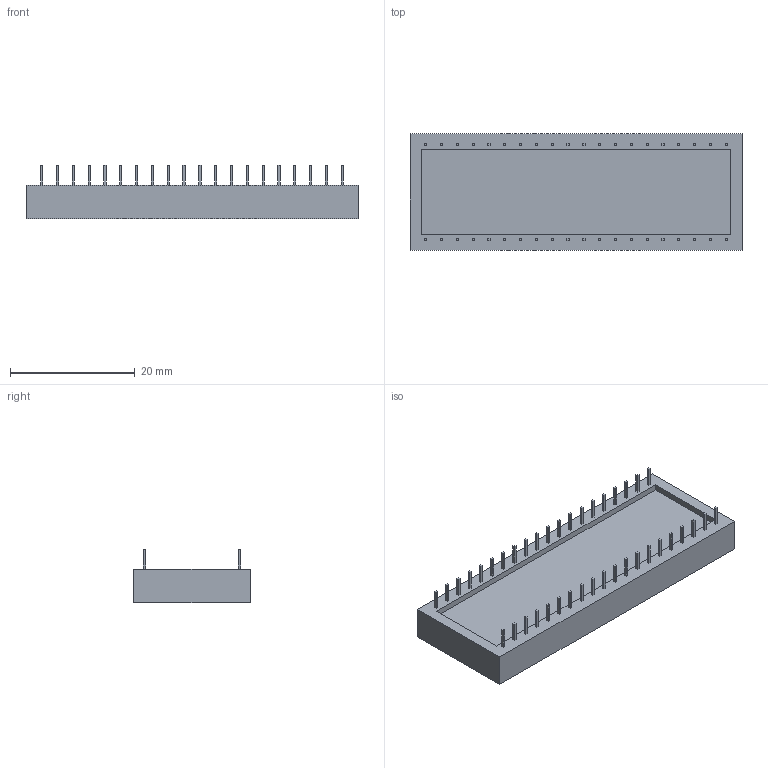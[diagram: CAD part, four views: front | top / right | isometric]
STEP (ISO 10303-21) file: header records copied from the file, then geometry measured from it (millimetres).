
FILE_DESCRIPTION(/* description */ (''),/* implementation_level */ '2;1');
FILE_NAME(/* name */ '100141301ugm000_b.stp',/* time_stamp */ '2016-09-23T12:03:27+02:00',/* author */ (''),/* organization */ (''),/* preprocessor_version */ 'ST-DEVELOPER v16',/* originating_system */ 'SIEMENS PLM Software NX 10.0',/* authorisation */ '');
FILE_SCHEMA (('AUTOMOTIVE_DESIGN { 1 0 10303 214 3 1 1 1 }'));
Length unit declared in the file: millimetre
Products named in the file (1): 100141301ugm000_b
Bounding box: 53.3 x 18.7 x 8.6 mm (x, y, z)
Volume: 4717 mm3; surface area: 3077 mm2
Topology: 1 solids, 1 shells, 211 faces, 504 edges, 336 vertices
Faces by surface type: plane 211
Entity records: 7411 total; most frequent: CARTESIAN_POINT 1052, ORIENTED_EDGE 1008, DIRECTION 928, EDGE_CURVE 504, LINE 504, VECTOR 504, VERTEX_POINT 336, EDGE_LOOP 252
